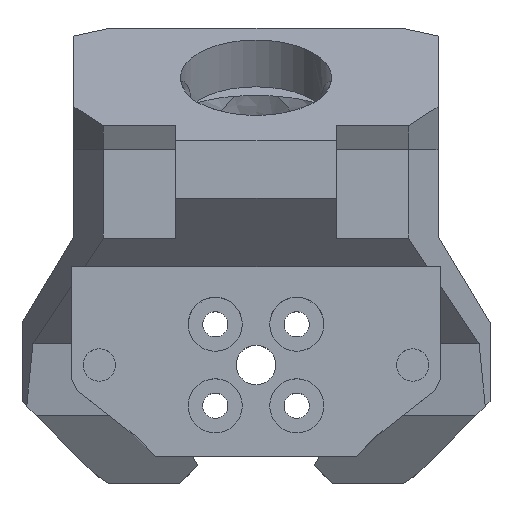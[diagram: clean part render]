
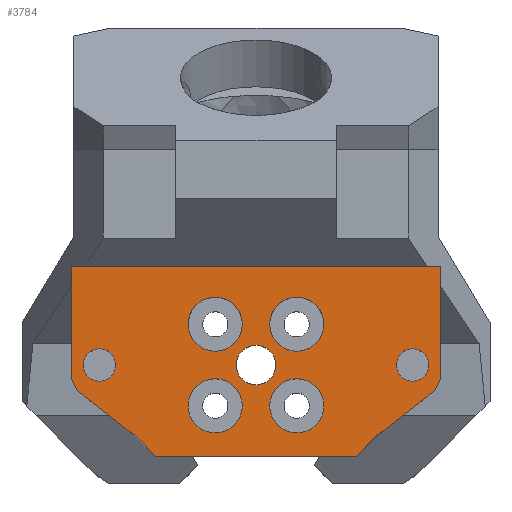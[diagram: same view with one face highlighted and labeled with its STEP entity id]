
A CAD part, top view. The second image highlights one B-rep face of the part: STEP entity #3784.
In plain terms, the highlighted planar face has unit normal (0, 0, 1).
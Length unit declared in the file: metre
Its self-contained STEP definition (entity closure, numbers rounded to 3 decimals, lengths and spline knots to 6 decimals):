
#179=PLANE('',#4069);
#527=LINE('',#9052,#895);
#532=LINE('',#9084,#900);
#533=LINE('',#9087,#901);
#534=LINE('',#9089,#902);
#535=LINE('',#9091,#903);
#536=LINE('',#9093,#904);
#537=LINE('',#9095,#905);
#538=LINE('',#9096,#906);
#539=LINE('',#9098,#907);
#540=LINE('',#9100,#908);
#895=VECTOR('',#4812,1.);
#900=VECTOR('',#4841,1.);
#901=VECTOR('',#4842,1.);
#902=VECTOR('',#4843,1.);
#903=VECTOR('',#4844,1.);
#904=VECTOR('',#4845,1.);
#905=VECTOR('',#4846,1.);
#906=VECTOR('',#4847,1.);
#907=VECTOR('',#4848,1.);
#908=VECTOR('',#4849,1.);
#1680=ORIENTED_EDGE('',*,*,#2459,.F.);
#1681=ORIENTED_EDGE('',*,*,#2460,.F.);
#1682=ORIENTED_EDGE('',*,*,#2461,.F.);
#1683=ORIENTED_EDGE('',*,*,#2462,.F.);
#1684=ORIENTED_EDGE('',*,*,#2463,.F.);
#1685=ORIENTED_EDGE('',*,*,#2464,.F.);
#1686=ORIENTED_EDGE('',*,*,#2465,.F.);
#1687=ORIENTED_EDGE('',*,*,#2466,.T.);
#1688=ORIENTED_EDGE('',*,*,#2467,.F.);
#1689=ORIENTED_EDGE('',*,*,#2468,.F.);
#1690=ORIENTED_EDGE('',*,*,#2469,.T.);
#1691=ORIENTED_EDGE('',*,*,#2470,.T.);
#1692=ORIENTED_EDGE('',*,*,#2471,.T.);
#1693=ORIENTED_EDGE('',*,*,#2450,.T.);
#1694=ORIENTED_EDGE('',*,*,#2472,.F.);
#1695=ORIENTED_EDGE('',*,*,#2473,.F.);
#1696=ORIENTED_EDGE('',*,*,#2474,.F.);
#2450=EDGE_CURVE('',#2890,#2889,#527,.T.);
#2459=EDGE_CURVE('',#2898,#2898,#3023,.T.);
#2460=EDGE_CURVE('',#2899,#2899,#3024,.T.);
#2461=EDGE_CURVE('',#2900,#2900,#3025,.T.);
#2462=EDGE_CURVE('',#2901,#2901,#3026,.T.);
#2463=EDGE_CURVE('',#2902,#2902,#3027,.T.);
#2464=EDGE_CURVE('',#2903,#2903,#3028,.T.);
#2465=EDGE_CURVE('',#2904,#2904,#3029,.T.);
#2466=EDGE_CURVE('',#2905,#2906,#532,.T.);
#2467=EDGE_CURVE('',#2907,#2906,#533,.T.);
#2468=EDGE_CURVE('',#2908,#2907,#534,.T.);
#2469=EDGE_CURVE('',#2908,#2909,#535,.F.);
#2470=EDGE_CURVE('',#2909,#2910,#536,.F.);
#2471=EDGE_CURVE('',#2910,#2890,#537,.T.);
#2472=EDGE_CURVE('',#2911,#2889,#538,.T.);
#2473=EDGE_CURVE('',#2912,#2911,#539,.F.);
#2474=EDGE_CURVE('',#2905,#2912,#540,.F.);
#2889=VERTEX_POINT('',#9051);
#2890=VERTEX_POINT('',#9053);
#2898=VERTEX_POINT('',#9071);
#2899=VERTEX_POINT('',#9073);
#2900=VERTEX_POINT('',#9075);
#2901=VERTEX_POINT('',#9077);
#2902=VERTEX_POINT('',#9079);
#2903=VERTEX_POINT('',#9081);
#2904=VERTEX_POINT('',#9083);
#2905=VERTEX_POINT('',#9085);
#2906=VERTEX_POINT('',#9086);
#2907=VERTEX_POINT('',#9088);
#2908=VERTEX_POINT('',#9090);
#2909=VERTEX_POINT('',#9092);
#2910=VERTEX_POINT('',#9094);
#2911=VERTEX_POINT('',#9097);
#2912=VERTEX_POINT('',#9099);
#3023=CIRCLE('',#4070,0.00375);
#3024=CIRCLE('',#4071,0.00375);
#3025=CIRCLE('',#4072,0.00375);
#3026=CIRCLE('',#4073,0.00375);
#3027=CIRCLE('',#4074,0.00225);
#3028=CIRCLE('',#4075,0.00225);
#3029=CIRCLE('',#4076,0.00275);
#3215=EDGE_LOOP('',(#1680));
#3216=EDGE_LOOP('',(#1681));
#3217=EDGE_LOOP('',(#1682));
#3218=EDGE_LOOP('',(#1683));
#3219=EDGE_LOOP('',(#1684));
#3220=EDGE_LOOP('',(#1685));
#3221=EDGE_LOOP('',(#1686));
#3222=EDGE_LOOP('',(#1687,#1688,#1689,#1690,#1691,#1692,#1693,#1694,#1695,
#1696));
#3489=FACE_BOUND('',#3215,.T.);
#3490=FACE_BOUND('',#3216,.T.);
#3491=FACE_BOUND('',#3217,.T.);
#3492=FACE_BOUND('',#3218,.T.);
#3493=FACE_BOUND('',#3219,.T.);
#3494=FACE_BOUND('',#3220,.T.);
#3495=FACE_BOUND('',#3221,.T.);
#3496=FACE_BOUND('',#3222,.T.);
#3784=ADVANCED_FACE('',(#3489,#3490,#3491,#3492,#3493,#3494,#3495,#3496),
#179,.F.);
#4069=AXIS2_PLACEMENT_3D('',#9069,#4825,#4826);
#4070=AXIS2_PLACEMENT_3D('',#9070,#4827,#4828);
#4071=AXIS2_PLACEMENT_3D('',#9072,#4829,#4830);
#4072=AXIS2_PLACEMENT_3D('',#9074,#4831,#4832);
#4073=AXIS2_PLACEMENT_3D('',#9076,#4833,#4834);
#4074=AXIS2_PLACEMENT_3D('',#9078,#4835,#4836);
#4075=AXIS2_PLACEMENT_3D('',#9080,#4837,#4838);
#4076=AXIS2_PLACEMENT_3D('',#9082,#4839,#4840);
#4812=DIRECTION('',(1.,0.,0.));
#4825=DIRECTION('',(0.,0.,-1.));
#4826=DIRECTION('',(-1.,0.,0.));
#4827=DIRECTION('',(0.,0.,1.));
#4828=DIRECTION('',(1.,0.,0.));
#4829=DIRECTION('',(0.,0.,1.));
#4830=DIRECTION('',(1.,0.,0.));
#4831=DIRECTION('',(0.,0.,1.));
#4832=DIRECTION('',(1.,0.,0.));
#4833=DIRECTION('',(0.,0.,1.));
#4834=DIRECTION('',(1.,0.,0.));
#4835=DIRECTION('',(0.,0.,1.));
#4836=DIRECTION('',(1.,0.,0.));
#4837=DIRECTION('',(0.,0.,1.));
#4838=DIRECTION('',(1.,0.,0.));
#4839=DIRECTION('',(0.,0.,1.));
#4840=DIRECTION('',(1.,0.,0.));
#4841=DIRECTION('',(-0.707,0.707,0.));
#4842=DIRECTION('',(1.,0.,0.));
#4843=DIRECTION('',(0.707,0.707,0.));
#4844=DIRECTION('',(0.789,0.615,0.));
#4845=DIRECTION('',(0.439,0.899,0.));
#4846=DIRECTION('',(0.,-1.,0.));
#4847=DIRECTION('',(0.,-1.,0.));
#4848=DIRECTION('',(-0.439,0.899,0.));
#4849=DIRECTION('',(-0.789,0.615,0.));
#9051=CARTESIAN_POINT('',(0.0256,-0.01365,0.08125));
#9052=CARTESIAN_POINT('',(0.012,-0.01365,0.08125));
#9053=CARTESIAN_POINT('',(-0.0256,-0.01365,0.08125));
#9069=CARTESIAN_POINT('',(0.012,0.012646,0.08125));
#9070=CARTESIAN_POINT('',(-0.005657,0.005657,0.08125));
#9071=CARTESIAN_POINT('',(-0.001907,0.005657,0.08125));
#9072=CARTESIAN_POINT('',(0.005657,-0.005657,0.08125));
#9073=CARTESIAN_POINT('',(0.009407,-0.005657,0.08125));
#9074=CARTESIAN_POINT('',(0.005657,0.005657,0.08125));
#9075=CARTESIAN_POINT('',(0.009407,0.005657,0.08125));
#9076=CARTESIAN_POINT('',(-0.005657,-0.005657,0.08125));
#9077=CARTESIAN_POINT('',(-0.001907,-0.005657,0.08125));
#9078=CARTESIAN_POINT('',(-0.02175,0.,0.08125));
#9079=CARTESIAN_POINT('',(-0.0195,0.,0.08125));
#9080=CARTESIAN_POINT('',(0.02175,0.,0.08125));
#9081=CARTESIAN_POINT('',(0.024,0.,0.08125));
#9082=CARTESIAN_POINT('',(0.,0.,0.08125));
#9083=CARTESIAN_POINT('',(0.00275,0.,0.08125));
#9084=CARTESIAN_POINT('',(0.024001,0.002644,0.08125));
#9085=CARTESIAN_POINT('',(0.01693,0.009715,0.08125));
#9086=CARTESIAN_POINT('',(0.014001,0.012644,0.08125));
#9087=CARTESIAN_POINT('',(0.012,0.012644,0.08125));
#9088=CARTESIAN_POINT('',(-0.014001,0.012644,0.08125));
#9089=CARTESIAN_POINT('',(-0.024001,0.002644,0.08125));
#9090=CARTESIAN_POINT('',(-0.01693,0.009715,0.08125));
#9091=CARTESIAN_POINT('',(0.002487,0.02485,0.08125));
#9092=CARTESIAN_POINT('',(-0.024811,0.003571,0.08125));
#9093=CARTESIAN_POINT('',(-0.0256,0.001956,0.08125));
#9094=CARTESIAN_POINT('',(-0.0256,0.001956,0.08125));
#9095=CARTESIAN_POINT('',(-0.0256,0.012646,0.08125));
#9096=CARTESIAN_POINT('',(0.0256,0.012646,0.08125));
#9097=CARTESIAN_POINT('',(0.0256,0.001956,0.08125));
#9098=CARTESIAN_POINT('',(0.0256,0.001956,0.08125));
#9099=CARTESIAN_POINT('',(0.024811,0.003571,0.08125));
#9100=CARTESIAN_POINT('',(-0.002487,0.02485,0.08125));
